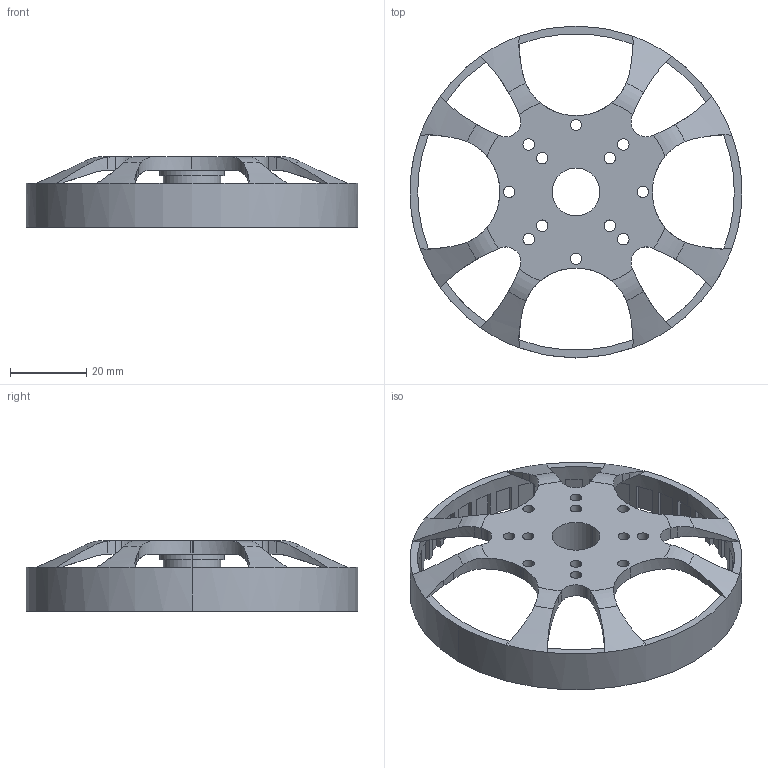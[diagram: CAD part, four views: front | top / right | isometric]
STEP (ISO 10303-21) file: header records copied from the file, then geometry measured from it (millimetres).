
FILE_DESCRIPTION (( 'STEP AP214' ), '1' );
FILE_NAME ('rotor.STEP', '2025-02-11T16:09:35', ( '' ), ( '' ), 'SwSTEP 2.0', 'SolidWorks 2024', '' );
FILE_SCHEMA (( 'AUTOMOTIVE_DESIGN' ));
Length unit declared in the file: millimetre
Products named in the file (1): rotor
Bounding box: 86.8 x 86.8 x 18.5 mm (x, y, z)
Volume: 12065.1 mm3; surface area: 14605.3 mm2
Topology: 1 solids, 1 shells, 293 faces, 880 edges, 576 vertices
Faces by surface type: plane 177, cylinder 84, cone 16, torus 16
Entity records: 10227 total; most frequent: CARTESIAN_POINT 2180, ORIENTED_EDGE 1760, DIRECTION 1634, EDGE_CURVE 880, VERTEX_POINT 576, AXIS2_PLACEMENT_3D 574, VECTOR 486, LINE 486
